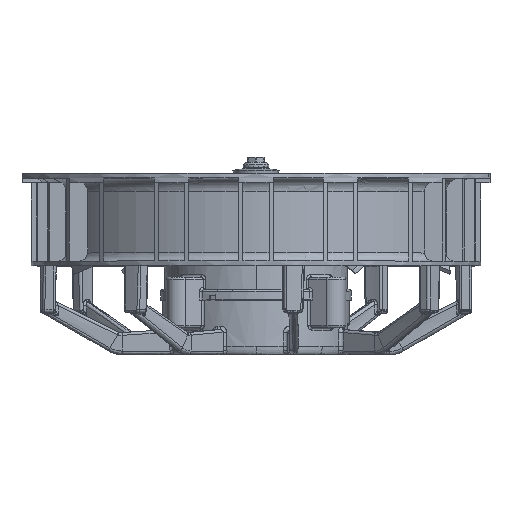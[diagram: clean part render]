
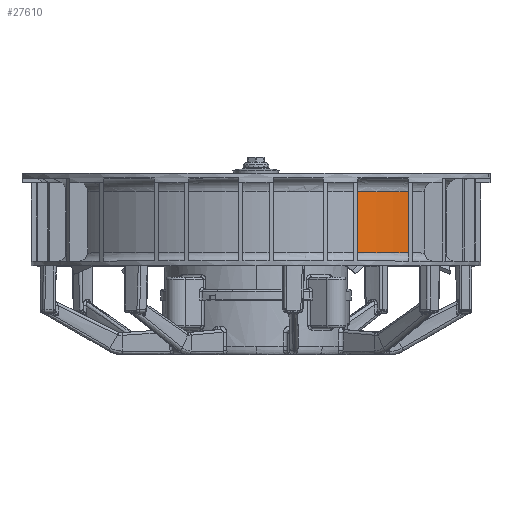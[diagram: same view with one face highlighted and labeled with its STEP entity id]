
A CAD part, top view. The second image highlights one B-rep face of the part: STEP entity #27610.
In plain terms, the highlighted conical face has half-angle 0.1 degrees and reference radius 91 mm.
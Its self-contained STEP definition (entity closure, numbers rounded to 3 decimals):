
#2420=CARTESIAN_POINT('',(66.039,44.005,62.575));
#2422=DIRECTION('',(0.,1.,0.003));
#2423=VECTOR('',#2422,26.506);
#2424=CARTESIAN_POINT('',(66.039,44.005,62.575));
#2425=LINE('',#2424,#2423);
#2440=CARTESIAN_POINT('',(66.039,70.51,62.642));
#2442=CARTESIAN_POINT('',(0.,70.51,0.));
#2443=DIRECTION('',(0.,-1.,0.));
#2444=DIRECTION('',(0.726,0.,0.688));
#2445=AXIS2_PLACEMENT_3D('',#2442,#2443,#2444);
#2447=DIRECTION('',(0.,1.,0.002));
#2448=VECTOR('',#2447,26.505);
#2449=CARTESIAN_POINT('',(44.2,44.005,79.518));
#2450=LINE('',#2449,#2448);
#2451=CARTESIAN_POINT('',(0.,44.006,0.));
#2452=DIRECTION('',(0.,1.,0.));
#2453=DIRECTION('',(0.486,0.,0.874));
#2454=AXIS2_PLACEMENT_3D('',#2451,#2452,#2453);
#2488=CARTESIAN_POINT('',(44.2,44.005,79.518));
#23796=VERTEX_POINT('',#2440);
#23797=CARTESIAN_POINT('',(44.2,70.51,79.571));
#23798=VERTEX_POINT('',#23797);
#23893=VERTEX_POINT('',#2420);
#23894=VERTEX_POINT('',#2488);
#27597=CARTESIAN_POINT('',(0.,57.258,0.));
#27598=DIRECTION('',(0.,1.,0.));
#27599=DIRECTION('',(1.,0.,0.));
#27600=AXIS2_PLACEMENT_3D('',#27597,#27598,#27599);
#27601=CONICAL_SURFACE('',#27600,91.,0.1);
#27602=ORIENTED_EDGE('',*,*,#27577,.F.);
#27604=ORIENTED_EDGE('',*,*,#27603,.F.);
#27606=ORIENTED_EDGE('',*,*,#27605,.T.);
#27607=ORIENTED_EDGE('',*,*,#27588,.F.);
#27608=EDGE_LOOP('',(#27602,#27604,#27606,#27607));
#27609=FACE_OUTER_BOUND('',#27608,.F.);
#27610=ADVANCED_FACE('',(#27609),#27601,.T.);
#2446=CIRCLE('',#2445,91.023);
#2455=CIRCLE('',#2454,90.977);
#27577=EDGE_CURVE('',#23893,#23796,#2425,.T.);
#27588=EDGE_CURVE('',#23796,#23798,#2446,.T.);
#27603=EDGE_CURVE('',#23894,#23893,#2455,.T.);
#27605=EDGE_CURVE('',#23894,#23798,#2450,.T.);
